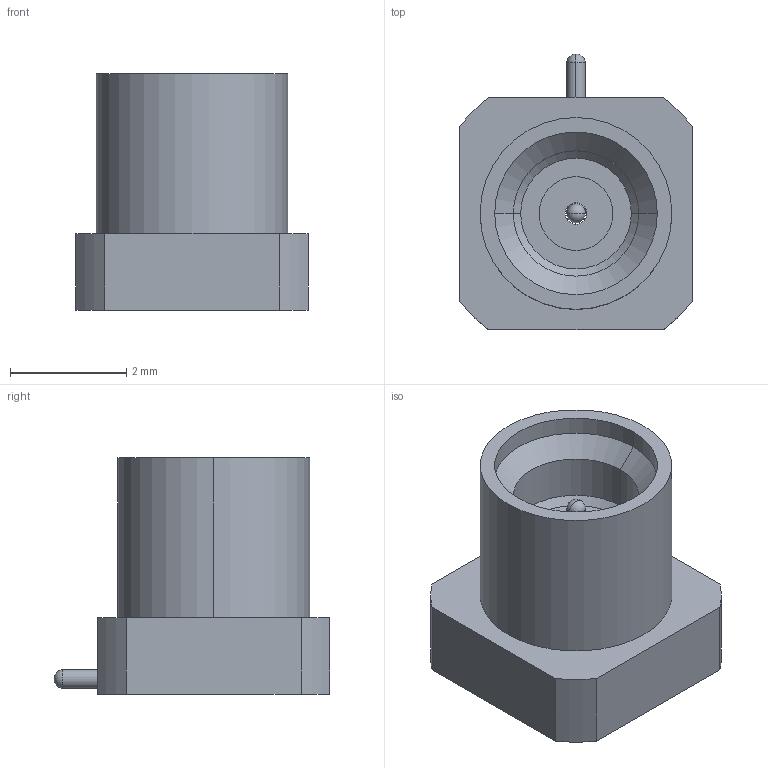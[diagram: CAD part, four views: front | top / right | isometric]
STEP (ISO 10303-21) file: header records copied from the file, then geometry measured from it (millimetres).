
FILE_DESCRIPTION (( 'STEP AP214' ), '1' );
FILE_NAME ('PE44489.STEP', '2018-02-28T16:29:15', ( '' ), ( '' ), 'SwSTEP 2.0', 'SolidWorks 2017', '' );
FILE_SCHEMA (( 'AUTOMOTIVE_DESIGN' ));
Length unit declared in the file: inch
Products named in the file (1): PE44489
Bounding box: 4 x 4.75 x 4.07 mm (x, y, z)
Volume: 36.4 mm3; surface area: 99.6 mm2
Topology: 2 solids, 2 shells, 56 faces, 131 edges, 82 vertices
Faces by surface type: cylinder 22, plane 22, torus 8, cone 4
Entity records: 1768 total; most frequent: CARTESIAN_POINT 310, DIRECTION 299, ORIENTED_EDGE 262, EDGE_CURVE 131, AXIS2_PLACEMENT_3D 117, VERTEX_POINT 82, LINE 65, VECTOR 65
